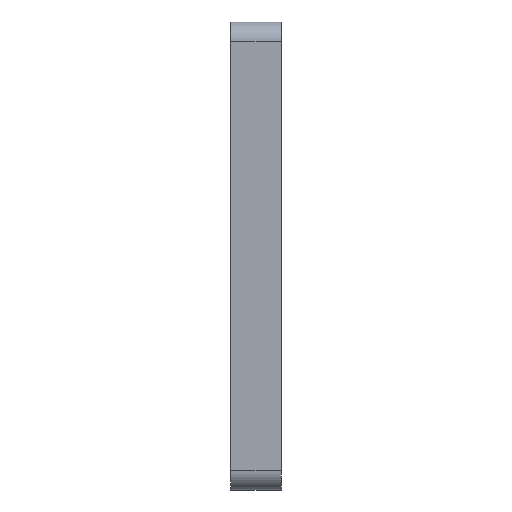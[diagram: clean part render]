
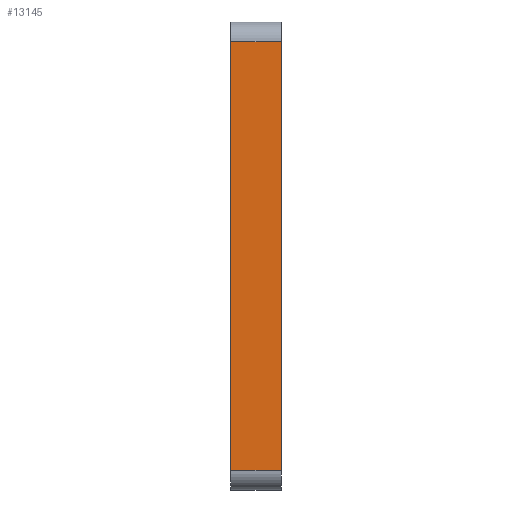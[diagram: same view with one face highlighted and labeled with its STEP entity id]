
A CAD part, left-side view. The second image highlights one B-rep face of the part: STEP entity #13145.
In plain terms, the highlighted planar face has unit normal (-1, 0, 0).
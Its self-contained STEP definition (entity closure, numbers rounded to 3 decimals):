
#360=PLANE('',#13447);
#1063=FACE_OUTER_BOUND('',#1826,.T.);
#1826=EDGE_LOOP('',(#11966,#11967,#11968,#11969));
#2843=LINE('',#26403,#3894);
#2847=LINE('',#26441,#3898);
#2860=LINE('',#26472,#3911);
#2873=LINE('',#26508,#3924);
#3894=VECTOR('',#14910,10.);
#3898=VECTOR('',#14960,10.);
#3911=VECTOR('',#14981,10.);
#3924=VECTOR('',#15020,10.);
#6081=VERTEX_POINT('',#26399);
#6083=VERTEX_POINT('',#26402);
#6094=VERTEX_POINT('',#26439);
#6108=VERTEX_POINT('',#26470);
#8016=EDGE_CURVE('',#6081,#6083,#2843,.T.);
#8028=EDGE_CURVE('',#6094,#6081,#2847,.T.);
#8044=EDGE_CURVE('',#6108,#6094,#2860,.T.);
#8063=EDGE_CURVE('',#6083,#6108,#2873,.T.);
#11966=ORIENTED_EDGE('',*,*,#8028,.F.);
#11967=ORIENTED_EDGE('',*,*,#8044,.F.);
#11968=ORIENTED_EDGE('',*,*,#8063,.F.);
#11969=ORIENTED_EDGE('',*,*,#8016,.F.);
#13145=ADVANCED_FACE('',(#1063),#360,.T.);
#13447=AXIS2_PLACEMENT_3D('',#26546,#15065,#15066);
#14910=DIRECTION('',(0.,0.,-1.));
#14960=DIRECTION('',(0.,-1.,0.));
#14981=DIRECTION('',(0.,0.,1.));
#15020=DIRECTION('',(0.,1.,0.));
#15065=DIRECTION('center_axis',(-1.,0.,0.));
#15066=DIRECTION('ref_axis',(0.,0.,1.));
#26399=CARTESIAN_POINT('',(-39.5,0.,65.41));
#26402=CARTESIAN_POINT('',(-39.5,0.,-44.5));
#26403=CARTESIAN_POINT('',(-39.5,0.,70.41));
#26439=CARTESIAN_POINT('',(-39.5,13.,65.41));
#26441=CARTESIAN_POINT('',(-39.5,0.,65.41));
#26470=CARTESIAN_POINT('',(-39.5,13.,-44.5));
#26472=CARTESIAN_POINT('',(-39.5,13.,70.41));
#26508=CARTESIAN_POINT('',(-39.5,0.,-44.5));
#26546=CARTESIAN_POINT('Origin',(-39.5,0.,-49.5));
